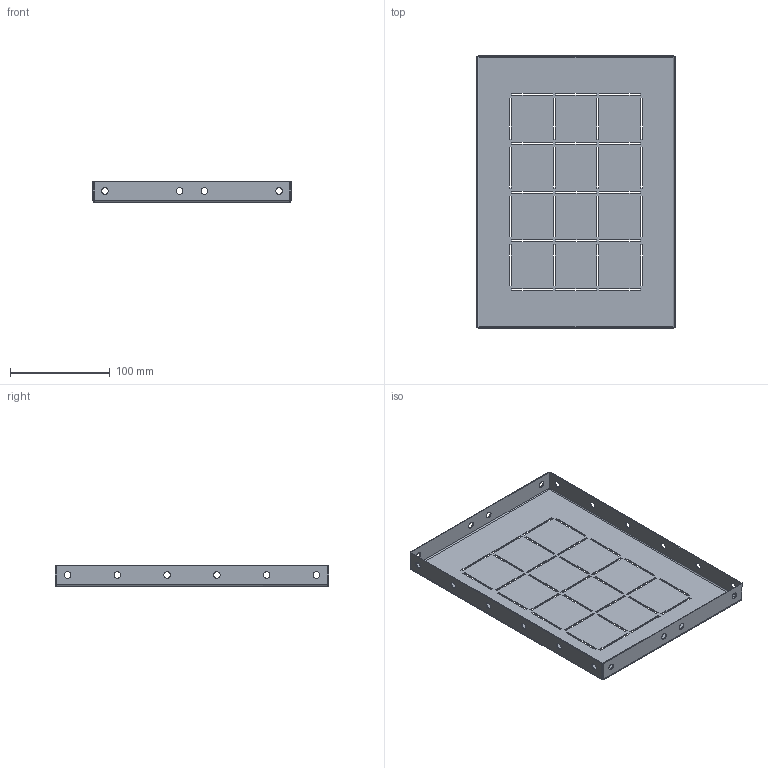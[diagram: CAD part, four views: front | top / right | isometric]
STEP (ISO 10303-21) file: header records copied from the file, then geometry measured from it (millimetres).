
FILE_DESCRIPTION (( 'STEP AP214' ), '1' );
FILE_NAME ('ÌÈ-2560.00.00.001 Ïåðåãîðîäêà âåðòèêàëüíàÿ ïî ãëóáèíå øêàôà 200õ400.STEP', '2022-12-09T06:11:17', ( '' ), ( '' ), 'SwSTEP 2.0', 'SolidWorks 2021', '' );
FILE_SCHEMA (( 'AUTOMOTIVE_DESIGN' ));
Length unit declared in the file: millimetre
Products named in the file (1): ÌÈ-2560.00.00.001 Ïåðåãîðîäêà âåðòèêàëüíàÿ ïî ãëóáèíå øêàôà 200õ400
Bounding box: 199 x 275 x 21 mm (x, y, z)
Volume: 69679.1 mm3; surface area: 143543.6 mm2
Topology: 1 solids, 1 shells, 202 faces, 568 edges, 368 vertices
Faces by surface type: plane 146, cylinder 48, bspline 8
Entity records: 7335 total; most frequent: CARTESIAN_POINT 1900, ORIENTED_EDGE 1136, DIRECTION 1010, EDGE_CURVE 568, LINE 460, VECTOR 460, VERTEX_POINT 368, EDGE_LOOP 304
